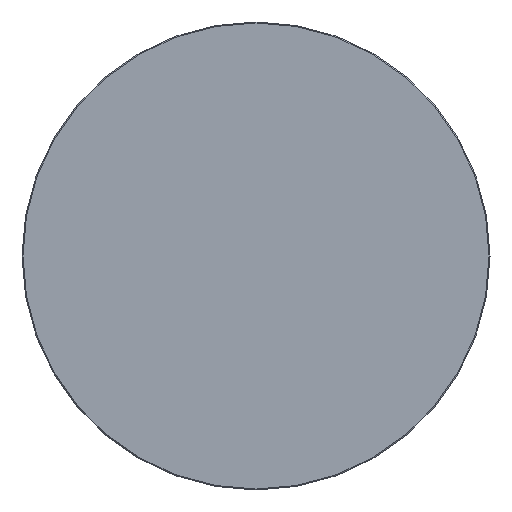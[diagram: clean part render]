
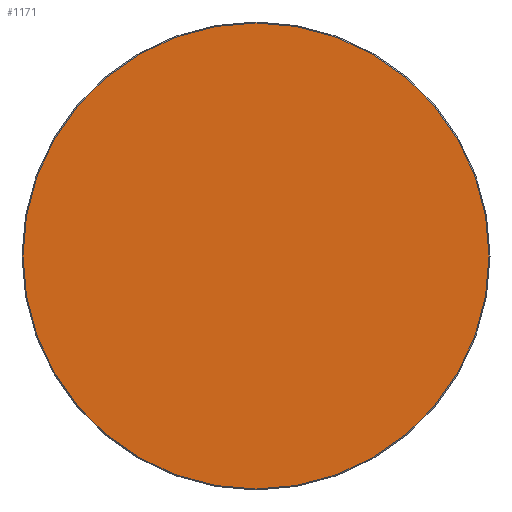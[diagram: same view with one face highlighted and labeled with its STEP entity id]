
A CAD part, left-side view. The second image highlights one B-rep face of the part: STEP entity #1171.
In plain terms, the highlighted planar face has unit normal (-1, 0, 0).
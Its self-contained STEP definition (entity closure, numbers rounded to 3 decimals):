
#36 = ORIENTED_EDGE ( 'NONE', *, *, #686, .T. ) ;
#149 = CIRCLE ( 'NONE', #1035, 70.7 ) ;
#183 = PLANE ( 'NONE',  #618 ) ;
#302 = VERTEX_POINT ( 'NONE', #1691 ) ;
#496 = VERTEX_POINT ( 'NONE', #546 ) ;
#546 = CARTESIAN_POINT ( 'NONE',  ( 0., 0., 70.7 ) ) ;
#555 = CARTESIAN_POINT ( 'NONE',  ( 0., 0., 0. ) ) ;
#618 = AXIS2_PLACEMENT_3D ( 'NONE', #1308, #752, #1159 ) ;
#686 = EDGE_CURVE ( 'NONE', #496, #302, #149, .T. ) ;
#709 = AXIS2_PLACEMENT_3D ( 'NONE', #1641, #791, #916 ) ;
#752 = DIRECTION ( 'NONE',  ( 1., 0., 0. ) ) ;
#758 = FACE_OUTER_BOUND ( 'NONE', #980, .T. ) ;
#791 = DIRECTION ( 'NONE',  ( -1., 0., 0. ) ) ;
#916 = DIRECTION ( 'NONE',  ( 0., 0., 1. ) ) ;
#959 = DIRECTION ( 'NONE',  ( -1., 0., 0. ) ) ;
#980 = EDGE_LOOP ( 'NONE', ( #1223, #36 ) ) ;
#1035 = AXIS2_PLACEMENT_3D ( 'NONE', #555, #959, #1685 ) ;
#1159 = DIRECTION ( 'NONE',  ( 0., 0., -1. ) ) ;
#1171 = ADVANCED_FACE ( 'NONE', ( #758 ), #183, .F. ) ;
#1223 = ORIENTED_EDGE ( 'NONE', *, *, #1255, .T. ) ;
#1255 = EDGE_CURVE ( 'NONE', #302, #496, #1435, .T. ) ;
#1308 = CARTESIAN_POINT ( 'NONE',  ( 0., 0., 0. ) ) ;
#1435 = CIRCLE ( 'NONE', #709, 70.7 ) ;
#1641 = CARTESIAN_POINT ( 'NONE',  ( 0., 0., 0. ) ) ;
#1685 = DIRECTION ( 'NONE',  ( 0., 0., 1. ) ) ;
#1691 = CARTESIAN_POINT ( 'NONE',  ( 0., 0., -70.7 ) ) ;
